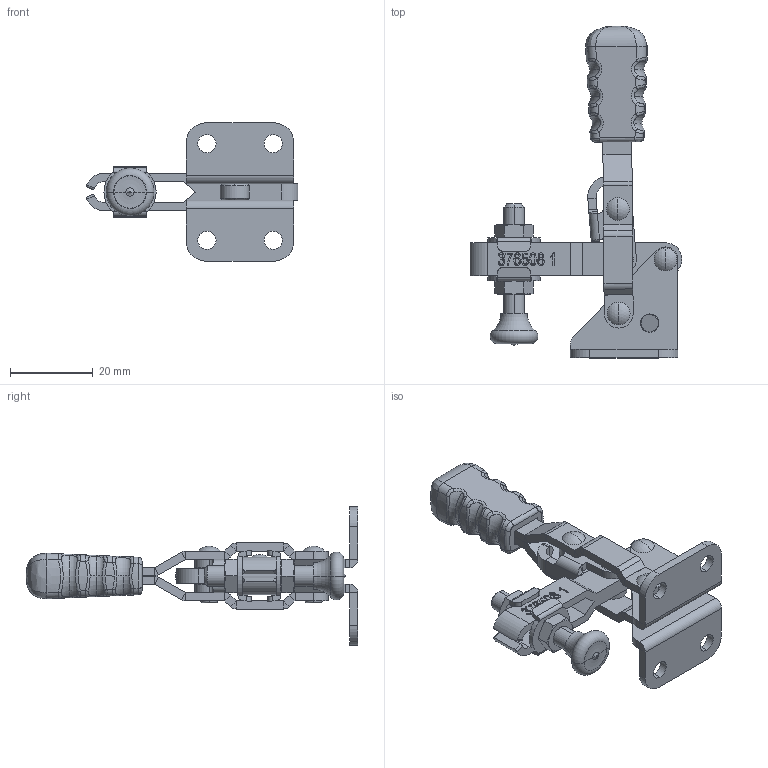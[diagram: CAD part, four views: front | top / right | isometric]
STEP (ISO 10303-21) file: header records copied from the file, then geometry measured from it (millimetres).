
FILE_DESCRIPTION (( 'STEP AP214' ), '1' );
FILE_NAME ('376508 1(HOLEX-101-A).STEP', '2024-01-03T08:58:21', ( 'D2' ), ( '' ), 'SwSTEP 2.0', 'SolidWorks 2016', '' );
FILE_SCHEMA (( 'AUTOMOTIVE_DESIGN' ));
Length unit declared in the file: millimetre
Products named in the file (16): 376508 1(HOLEX-101-A); CT05030; 5100100 (FW-100)_GH-FW-100; Hexagon Nut_3_JIS_JIS B 1181 Hexagon nut - Class 3 Finished M5 --N; 零件1^CT05030; 7205030; 4101a60; Revit-3.0-4_D3-L12; Revit-3.0-4_D3-L8; Holex-handle; 鏡射1101A01; 鏡射1101A13; 1101A05; 1101A01; 1101A09; 1101A13
Assembly tree (20 placements, depth 3):
  376508 1(HOLEX-101-A)
    1101A13
    1101A09
    1101A01
    1101A05
    鏡射1101A13
    鏡射1101A01
    Holex-handle
    Revit-3.0-4_D3-L8  x2
    Revit-3.0-4_D3-L12  x2
    4101a60  x2
    CT05030
      7205030
      零件1^CT05030
      Hexagon Nut_3_JIS_JIS B 1181 Hexagon nut - Class 3 Finished M5 --N  x2
      5100100 (FW-100)_GH-FW-100  x2
Bounding box: 51.22 x 80.21 x 33.4 mm (x, y, z)
Volume: 11882.3 mm3; surface area: 14117.2 mm2
Topology: 20 solids, 20 shells, 808 faces, 1922 edges, 1169 vertices
Faces by surface type: plane 342, cylinder 188, bspline 159, cone 70, torus 39, sphere 10
Entity records: 38962 total; most frequent: CARTESIAN_POINT 21687, ORIENTED_EDGE 3384, DIRECTION 2784, EDGE_CURVE 1692, VERTEX_POINT 1039, AXIS2_PLACEMENT_3D 975, VECTOR 834, LINE 834
